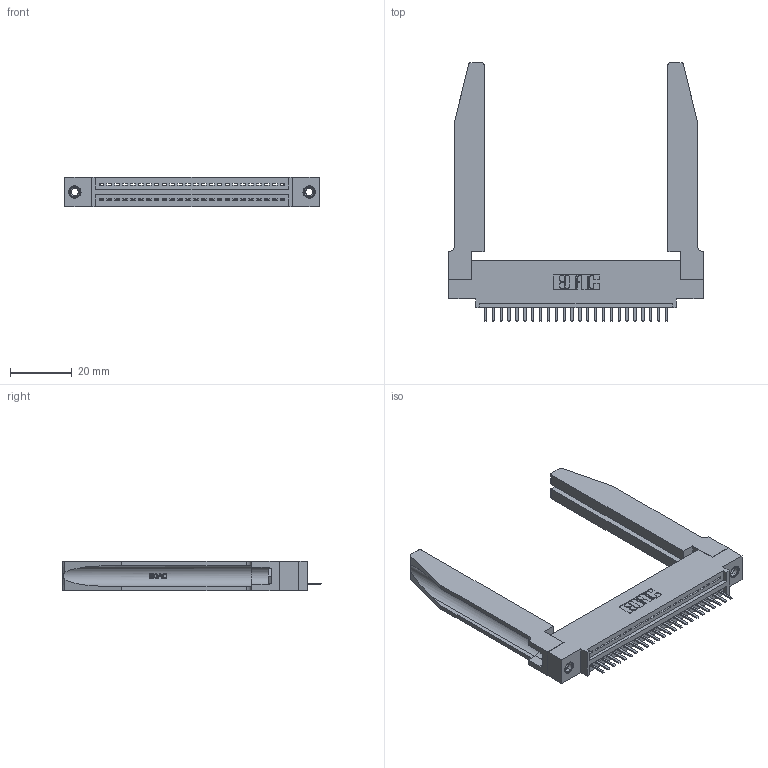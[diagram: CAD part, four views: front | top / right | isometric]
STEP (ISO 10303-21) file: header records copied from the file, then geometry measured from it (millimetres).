
FILE_DESCRIPTION (( 'STEP AP203' ), '1' );
FILE_NAME ('395-024-520-478.STEP', '2019-10-18T05:30:41', ( '' ), ( '' ), 'SwSTEP 2.0', 'SolidWorks 2016', '' );
FILE_SCHEMA (( 'CONFIG_CONTROL_DESIGN' ));
Length unit declared in the file: inch
Products named in the file (5): 395-024-520-478; 345-220-078_345-220-078; 345-292-001_345-293-120; 345-250-001_345-250-001-102; 345 Part_0.110 Offset - 0.156 Dia-TH
Assembly tree (29 placements, depth 2):
  395-024-520-478
    345 Part_0.110 Offset - 0.156 Dia-TH
    345-292-001_345-293-120  x24
    345-250-001_345-250-001-102  x2
    345-220-078_345-220-078  x2
Bounding box: 82.19 x 83.44 x 9.4 mm (x, y, z)
Volume: 15287.5 mm3; surface area: 16446.5 mm2
Topology: 29 solids, 29 shells, 1852 faces, 5377 edges, 3510 vertices
Faces by surface type: plane 1234, cylinder 566, bspline 36, cone 12, torus 4
Entity records: 25472 total; most frequent: CARTESIAN_POINT 5323, ORIENTED_EDGE 4166, DIRECTION 3669, EDGE_CURVE 2083, VECTOR 1757, LINE 1757, VERTEX_POINT 1380, AXIS2_PLACEMENT_3D 956
